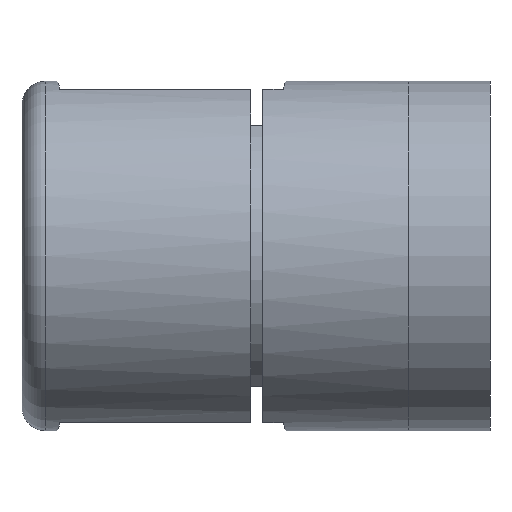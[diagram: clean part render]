
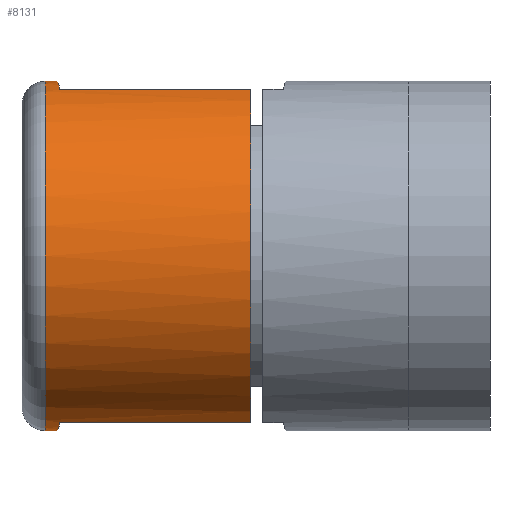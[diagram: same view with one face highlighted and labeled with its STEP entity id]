
A CAD part, left-side view. The second image highlights one B-rep face of the part: STEP entity #8131.
In plain terms, the highlighted cylindrical face has radius 15 mm (diameter 30 mm), a full revolution.
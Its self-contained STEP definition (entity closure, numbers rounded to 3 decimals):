
#279 = CARTESIAN_POINT ( 'NONE',  ( 0., 3.5, -15. ) ) ;
#295 = EDGE_CURVE ( 'NONE', #11407, #11407, #5388, .T. ) ;
#347 = ORIENTED_EDGE ( 'NONE', *, *, #3147, .T. ) ;
#480 = CARTESIAN_POINT ( 'NONE',  ( 4.5, 21.15, -14.309 ) ) ;
#580 = CARTESIAN_POINT ( 'NONE',  ( -3.041, 4.659, 14.768 ) ) ;
#583 = CARTESIAN_POINT ( 'NONE',  ( 0., 4.5, -15. ) ) ;
#984 = AXIS2_PLACEMENT_3D ( 'NONE', #5190, #17226, #6707 ) ;
#1078 = CARTESIAN_POINT ( 'NONE',  ( 0., 4.5, 15. ) ) ;
#1381 = CARTESIAN_POINT ( 'NONE',  ( 0., 4.5, -15. ) ) ;
#1411 =( BOUNDED_CURVE ( )  B_SPLINE_CURVE ( 3, ( #15866, #17194, #9198, #2491 ),
 .UNSPECIFIED., .F., .T. ) 
 B_SPLINE_CURVE_WITH_KNOTS ( ( 4, 4 ),
 ( 1.571, 1.875 ),
 .UNSPECIFIED. ) 
 CURVE ( )  GEOMETRIC_REPRESENTATION_ITEM ( )  RATIONAL_B_SPLINE_CURVE ( ( 1., 0.992, 0.992, 1. ) ) 
 REPRESENTATION_ITEM ( '' )  );
#1877 = ORIENTED_EDGE ( 'NONE', *, *, #3203, .F. ) ;
#2225 = ORIENTED_EDGE ( 'NONE', *, *, #8468, .F. ) ;
#2245 = CIRCLE ( 'NONE', #3223, 15. ) ;
#2491 = CARTESIAN_POINT ( 'NONE',  ( 4.5, 4.736, -14.309 ) ) ;
#2571 = CARTESIAN_POINT ( 'NONE',  ( 0., 21.15, 0. ) ) ;
#2573 = VERTEX_POINT ( 'NONE', #15835 ) ;
#2851 = EDGE_CURVE ( 'NONE', #14286, #11657, #16222, .T. ) ;
#3147 = EDGE_CURVE ( 'NONE', #16334, #14286, #16931, .T. ) ;
#3203 = EDGE_CURVE ( 'NONE', #16334, #6923, #2245, .T. ) ;
#3223 = AXIS2_PLACEMENT_3D ( 'NONE', #12328, #8510, #7037 ) ;
#3323 = EDGE_LOOP ( 'NONE', ( #10694 ) ) ;
#3442 = ORIENTED_EDGE ( 'NONE', *, *, #13717, .T. ) ;
#3601 = CARTESIAN_POINT ( 'NONE',  ( -4.5, 21.15, -14.309 ) ) ;
#4005 = DIRECTION ( 'NONE',  ( 0., 0., 1. ) ) ;
#4031 = ORIENTED_EDGE ( 'NONE', *, *, #2851, .T. ) ;
#4092 = ORIENTED_EDGE ( 'NONE', *, *, #15773, .T. ) ;
#4133 = CARTESIAN_POINT ( 'NONE',  ( 0., 21.15, 0. ) ) ;
#4371 = DIRECTION ( 'NONE',  ( 0., 0., -1. ) ) ;
#4637 = VECTOR ( 'NONE', #12425, 1000. ) ;
#4900 = VERTEX_POINT ( 'NONE', #10401 ) ;
#5190 = CARTESIAN_POINT ( 'NONE',  ( 0., 3.5, 0. ) ) ;
#5388 = CIRCLE ( 'NONE', #984, 15. ) ;
#5957 = CARTESIAN_POINT ( 'NONE',  ( -4.5, 4.736, 14.309 ) ) ;
#5960 = CARTESIAN_POINT ( 'NONE',  ( -1.529, 4.58, -15. ) ) ;
#5962 = CARTESIAN_POINT ( 'NONE',  ( 0., 4.5, 15. ) ) ;
#6147 = CARTESIAN_POINT ( 'NONE',  ( -4.5, 21.15, -14.309 ) ) ;
#6296 = CYLINDRICAL_SURFACE ( 'NONE', #8390, 15. ) ;
#6369 =( BOUNDED_CURVE ( )  B_SPLINE_CURVE ( 3, ( #8614, #9876, #5960, #583 ),
 .UNSPECIFIED., .F., .F. ) 
 B_SPLINE_CURVE_WITH_KNOTS ( ( 4, 4 ),
 ( 4.408, 4.712 ),
 .UNSPECIFIED. ) 
 CURVE ( )  GEOMETRIC_REPRESENTATION_ITEM ( )  RATIONAL_B_SPLINE_CURVE ( ( 1., 0.992, 0.992, 1. ) ) 
 REPRESENTATION_ITEM ( '' )  );
#6707 = DIRECTION ( 'NONE',  ( 0., 0., -1. ) ) ;
#6795 = DIRECTION ( 'NONE',  ( 0., -1., 0. ) ) ;
#6892 = DIRECTION ( 'NONE',  ( 0., -1., 0. ) ) ;
#6923 = VERTEX_POINT ( 'NONE', #480 ) ;
#7037 = DIRECTION ( 'NONE',  ( 0., 0., 1. ) ) ;
#7074 = EDGE_LOOP ( 'NONE', ( #4092, #13353, #1877, #347, #4031, #3442, #7783, #2225, #9920, #10948 ) ) ;
#7194 = CARTESIAN_POINT ( 'NONE',  ( 0., 4.5, 15. ) ) ;
#7602 = VECTOR ( 'NONE', #8737, 1000. ) ;
#7757 = FACE_OUTER_BOUND ( 'NONE', #7074, .T. ) ;
#7783 = ORIENTED_EDGE ( 'NONE', *, *, #7865, .T. ) ;
#7844 = LINE ( 'NONE', #13400, #9512 ) ;
#7865 = EDGE_CURVE ( 'NONE', #14598, #11021, #7844, .T. ) ;
#7874 = CARTESIAN_POINT ( 'NONE',  ( -4.5, 21.15, 14.309 ) ) ;
#8131 = ADVANCED_FACE ( 'NONE', ( #16101, #7757 ), #6296, .T. ) ;
#8150 = DIRECTION ( 'NONE',  ( 0., 1., 0. ) ) ;
#8390 = AXIS2_PLACEMENT_3D ( 'NONE', #4133, #6892, #4371 ) ;
#8468 = EDGE_CURVE ( 'NONE', #12395, #11021, #12113, .T. ) ;
#8510 = DIRECTION ( 'NONE',  ( 0., 1., 0. ) ) ;
#8614 = CARTESIAN_POINT ( 'NONE',  ( -4.5, 4.736, -14.309 ) ) ;
#8737 = DIRECTION ( 'NONE',  ( 0., -1., 0. ) ) ;
#9194 = VECTOR ( 'NONE', #6795, 1000. ) ;
#9198 = CARTESIAN_POINT ( 'NONE',  ( 3.041, 4.659, -14.768 ) ) ;
#9512 = VECTOR ( 'NONE', #8150, 1000. ) ;
#9876 = CARTESIAN_POINT ( 'NONE',  ( -3.041, 4.659, -14.768 ) ) ;
#9920 = ORIENTED_EDGE ( 'NONE', *, *, #11726, .T. ) ;
#10401 = CARTESIAN_POINT ( 'NONE',  ( 4.5, 4.736, -14.309 ) ) ;
#10687 = CARTESIAN_POINT ( 'NONE',  ( 4.5, 21.15, -14.309 ) ) ;
#10694 = ORIENTED_EDGE ( 'NONE', *, *, #295, .T. ) ;
#10760 = CARTESIAN_POINT ( 'NONE',  ( 4.5, 21.15, 14.309 ) ) ;
#10774 = DIRECTION ( 'NONE',  ( 0., 1., 0. ) ) ;
#10817 = AXIS2_PLACEMENT_3D ( 'NONE', #2571, #10774, #4005 ) ;
#10905 = LINE ( 'NONE', #10687, #4637 ) ;
#10948 = ORIENTED_EDGE ( 'NONE', *, *, #14884, .T. ) ;
#11021 = VERTEX_POINT ( 'NONE', #7874 ) ;
#11123 = LINE ( 'NONE', #6147, #7602 ) ;
#11358 = CARTESIAN_POINT ( 'NONE',  ( -4.5, 4.736, 14.309 ) ) ;
#11407 = VERTEX_POINT ( 'NONE', #279 ) ;
#11542 = CARTESIAN_POINT ( 'NONE',  ( 4.5, 4.736, 14.309 ) ) ;
#11657 = VERTEX_POINT ( 'NONE', #5962 ) ;
#11726 = EDGE_CURVE ( 'NONE', #12395, #2573, #11123, .T. ) ;
#12113 = CIRCLE ( 'NONE', #10817, 15. ) ;
#12147 =( BOUNDED_CURVE ( )  B_SPLINE_CURVE ( 3, ( #7194, #13915, #580, #5957 ),
 .UNSPECIFIED., .F., .F. ) 
 B_SPLINE_CURVE_WITH_KNOTS ( ( 4, 4 ),
 ( 1.571, 1.875 ),
 .UNSPECIFIED. ) 
 CURVE ( )  GEOMETRIC_REPRESENTATION_ITEM ( )  RATIONAL_B_SPLINE_CURVE ( ( 1., 0.992, 0.992, 1. ) ) 
 REPRESENTATION_ITEM ( '' )  );
#12158 = EDGE_CURVE ( 'NONE', #4900, #6923, #10905, .T. ) ;
#12328 = CARTESIAN_POINT ( 'NONE',  ( 0., 21.15, 0. ) ) ;
#12395 = VERTEX_POINT ( 'NONE', #3601 ) ;
#12425 = DIRECTION ( 'NONE',  ( 0., 1., 0. ) ) ;
#12596 = CARTESIAN_POINT ( 'NONE',  ( 4.5, 4.736, 14.309 ) ) ;
#13353 = ORIENTED_EDGE ( 'NONE', *, *, #12158, .T. ) ;
#13400 = CARTESIAN_POINT ( 'NONE',  ( -4.5, 21.15, 14.309 ) ) ;
#13717 = EDGE_CURVE ( 'NONE', #11657, #14598, #12147, .T. ) ;
#13915 = CARTESIAN_POINT ( 'NONE',  ( -1.529, 4.58, 15. ) ) ;
#14286 = VERTEX_POINT ( 'NONE', #12596 ) ;
#14426 = CARTESIAN_POINT ( 'NONE',  ( 1.529, 4.58, 15. ) ) ;
#14598 = VERTEX_POINT ( 'NONE', #11358 ) ;
#14866 = VERTEX_POINT ( 'NONE', #1381 ) ;
#14884 = EDGE_CURVE ( 'NONE', #2573, #14866, #6369, .T. ) ;
#15773 = EDGE_CURVE ( 'NONE', #14866, #4900, #1411, .T. ) ;
#15835 = CARTESIAN_POINT ( 'NONE',  ( -4.5, 4.736, -14.309 ) ) ;
#15866 = CARTESIAN_POINT ( 'NONE',  ( 0., 4.5, -15. ) ) ;
#16096 = CARTESIAN_POINT ( 'NONE',  ( 4.5, 21.15, 14.309 ) ) ;
#16101 = FACE_OUTER_BOUND ( 'NONE', #3323, .T. ) ;
#16222 =( BOUNDED_CURVE ( )  B_SPLINE_CURVE ( 3, ( #11542, #16990, #14426, #1078 ),
 .UNSPECIFIED., .F., .F. ) 
 B_SPLINE_CURVE_WITH_KNOTS ( ( 4, 4 ),
 ( 4.408, 4.712 ),
 .UNSPECIFIED. ) 
 CURVE ( )  GEOMETRIC_REPRESENTATION_ITEM ( )  RATIONAL_B_SPLINE_CURVE ( ( 1., 0.992, 0.992, 1. ) ) 
 REPRESENTATION_ITEM ( '' )  );
#16334 = VERTEX_POINT ( 'NONE', #16096 ) ;
#16931 = LINE ( 'NONE', #10760, #9194 ) ;
#16990 = CARTESIAN_POINT ( 'NONE',  ( 3.041, 4.659, 14.768 ) ) ;
#17194 = CARTESIAN_POINT ( 'NONE',  ( 1.529, 4.58, -15. ) ) ;
#17226 = DIRECTION ( 'NONE',  ( 0., 1., 0. ) ) ;
